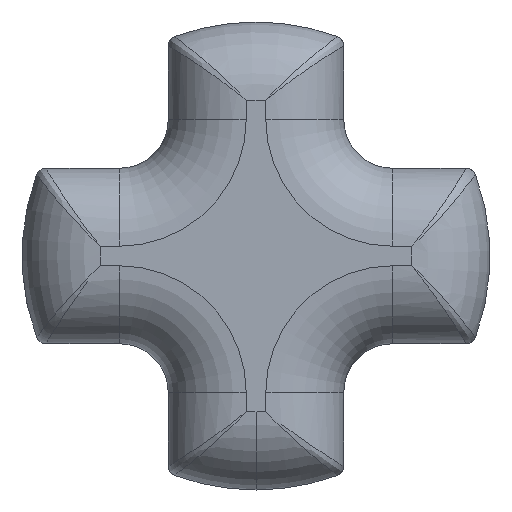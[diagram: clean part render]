
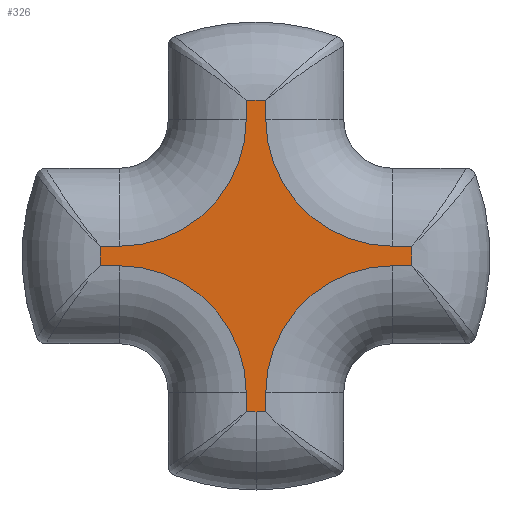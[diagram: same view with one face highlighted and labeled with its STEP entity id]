
A CAD part, left-side view. The second image highlights one B-rep face of the part: STEP entity #326.
In plain terms, the highlighted planar face has unit normal (-1, 0, 0).
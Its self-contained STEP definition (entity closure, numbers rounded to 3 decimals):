
#9 = CARTESIAN_POINT ( 'NONE',  ( 0., 1.4, 0.1 ) ) ;
#50 = LINE ( 'NONE', #1849, #508 ) ;
#65 = ORIENTED_EDGE ( 'NONE', *, *, #1071, .T. ) ;
#74 = CARTESIAN_POINT ( 'NONE',  ( 0., -1.4, 0.1 ) ) ;
#94 = CARTESIAN_POINT ( 'NONE',  ( 0., 0., 0. ) ) ;
#98 = CARTESIAN_POINT ( 'NONE',  ( 0., 0., -0.1 ) ) ;
#108 = DIRECTION ( 'NONE',  ( 1., 0., 0. ) ) ;
#110 = CARTESIAN_POINT ( 'NONE',  ( 0., -0.1, 0. ) ) ;
#122 = CIRCLE ( 'NONE', #1882, 1.6 ) ;
#136 = ORIENTED_EDGE ( 'NONE', *, *, #1012, .T. ) ;
#139 = CARTESIAN_POINT ( 'NONE',  ( 0., 0.1, 0. ) ) ;
#159 = DIRECTION ( 'NONE',  ( -1., 0., 0. ) ) ;
#177 = DIRECTION ( 'NONE',  ( 0., 0., -1. ) ) ;
#223 = AXIS2_PLACEMENT_3D ( 'NONE', #94, #1437, #309 ) ;
#246 = DIRECTION ( 'NONE',  ( 0., 0., 1. ) ) ;
#273 = CIRCLE ( 'NONE', #1339, 1.3 ) ;
#288 = VERTEX_POINT ( 'NONE', #2090 ) ;
#289 = AXIS2_PLACEMENT_3D ( 'NONE', #313, #1650, #500 ) ;
#309 = DIRECTION ( 'NONE',  ( 0., 0., -1. ) ) ;
#313 = CARTESIAN_POINT ( 'NONE',  ( 0., 0., 0. ) ) ;
#319 = DIRECTION ( 'NONE',  ( -1., 0., 0. ) ) ;
#326 = ADVANCED_FACE ( 'NONE', ( #498 ), #2316, .F. ) ;
#349 = ORIENTED_EDGE ( 'NONE', *, *, #2114, .T. ) ;
#361 = CARTESIAN_POINT ( 'NONE',  ( 0., 0.1, 0. ) ) ;
#381 = VECTOR ( 'NONE', #246, 1000. ) ;
#400 = CARTESIAN_POINT ( 'NONE',  ( 0., -0.1, -1.4 ) ) ;
#413 = AXIS2_PLACEMENT_3D ( 'NONE', #1242, #108, #1453 ) ;
#418 = CARTESIAN_POINT ( 'NONE',  ( 0., 0.1, -1.597 ) ) ;
#494 = ORIENTED_EDGE ( 'NONE', *, *, #1295, .T. ) ;
#498 = FACE_OUTER_BOUND ( 'NONE', #1057, .T. ) ;
#500 = DIRECTION ( 'NONE',  ( 0., 0., -1. ) ) ;
#502 = DIRECTION ( 'NONE',  ( 0., 1., 0. ) ) ;
#508 = VECTOR ( 'NONE', #669, 1000. ) ;
#511 = DIRECTION ( 'NONE',  ( 0., 0., 1. ) ) ;
#515 = ORIENTED_EDGE ( 'NONE', *, *, #1037, .T. ) ;
#553 = CARTESIAN_POINT ( 'NONE',  ( 0., 1.597, 0.1 ) ) ;
#569 = AXIS2_PLACEMENT_3D ( 'NONE', #797, #2192, #979 ) ;
#624 = ORIENTED_EDGE ( 'NONE', *, *, #1195, .T. ) ;
#640 = VECTOR ( 'NONE', #1495, 1000. ) ;
#644 = CARTESIAN_POINT ( 'NONE',  ( 0., -0.1, -1.597 ) ) ;
#669 = DIRECTION ( 'NONE',  ( 0., 1., 0. ) ) ;
#688 = VECTOR ( 'NONE', #511, 1000. ) ;
#690 = DIRECTION ( 'NONE',  ( 1., 0., 0. ) ) ;
#751 = CARTESIAN_POINT ( 'NONE',  ( 0., -0.1, 1.4 ) ) ;
#786 = AXIS2_PLACEMENT_3D ( 'NONE', #1099, #1306, #177 ) ;
#797 = CARTESIAN_POINT ( 'NONE',  ( 0., -1.4, -1.4 ) ) ;
#810 = LINE ( 'NONE', #1107, #1394 ) ;
#817 = CIRCLE ( 'NONE', #223, 1.6 ) ;
#825 = CARTESIAN_POINT ( 'NONE',  ( 0., 0.1, 1.4 ) ) ;
#828 = VERTEX_POINT ( 'NONE', #751 ) ;
#858 = LINE ( 'NONE', #1375, #381 ) ;
#890 = DIRECTION ( 'NONE',  ( -1., 0., 0. ) ) ;
#900 = CARTESIAN_POINT ( 'NONE',  ( 0., 1.4, 1.4 ) ) ;
#906 = CIRCLE ( 'NONE', #1621, 1.3 ) ;
#925 = VERTEX_POINT ( 'NONE', #1352 ) ;
#935 = AXIS2_PLACEMENT_3D ( 'NONE', #1450, #319, #1656 ) ;
#969 = EDGE_CURVE ( 'NONE', #1509, #2254, #858, .T. ) ;
#979 = DIRECTION ( 'NONE',  ( 0., 0., -1. ) ) ;
#996 = CIRCLE ( 'NONE', #289, 1.6 ) ;
#1001 = EDGE_CURVE ( 'NONE', #2254, #1527, #2401, .T. ) ;
#1012 = EDGE_CURVE ( 'NONE', #1527, #1658, #810, .T. ) ;
#1025 = EDGE_CURVE ( 'NONE', #1658, #288, #1928, .T. ) ;
#1037 = EDGE_CURVE ( 'NONE', #288, #2069, #1809, .T. ) ;
#1049 = EDGE_CURVE ( 'NONE', #2069, #828, #273, .T. ) ;
#1057 = EDGE_LOOP ( 'NONE', ( #1118, #1236, #136, #1086, #515, #2199, #65, #1500, #1069, #1585, #2019, #624, #1544, #2446, #2163, #494, #349 ) ) ;
#1069 = ORIENTED_EDGE ( 'NONE', *, *, #1121, .T. ) ;
#1071 = EDGE_CURVE ( 'NONE', #828, #1831, #1669, .T. ) ;
#1083 = EDGE_CURVE ( 'NONE', #1831, #925, #122, .T. ) ;
#1086 = ORIENTED_EDGE ( 'NONE', *, *, #1025, .T. ) ;
#1091 = DIRECTION ( 'NONE',  ( 0., 0., -1. ) ) ;
#1099 = CARTESIAN_POINT ( 'NONE',  ( 0., 0., 0. ) ) ;
#1107 = CARTESIAN_POINT ( 'NONE',  ( 0., 0., -0.1 ) ) ;
#1118 = ORIENTED_EDGE ( 'NONE', *, *, #969, .T. ) ;
#1121 = EDGE_CURVE ( 'NONE', #925, #1520, #2151, .T. ) ;
#1142 = EDGE_CURVE ( 'NONE', #1520, #1944, #906, .T. ) ;
#1181 = EDGE_CURVE ( 'NONE', #1944, #2223, #50, .T. ) ;
#1195 = EDGE_CURVE ( 'NONE', #2223, #2438, #996, .T. ) ;
#1200 = CARTESIAN_POINT ( 'NONE',  ( 0., -0.1, 1.597 ) ) ;
#1211 = CARTESIAN_POINT ( 'NONE',  ( 0., 0.1, -1.4 ) ) ;
#1214 = EDGE_CURVE ( 'NONE', #2438, #1384, #2529, .T. ) ;
#1225 = EDGE_CURVE ( 'NONE', #1384, #2416, #2007, .T. ) ;
#1236 = ORIENTED_EDGE ( 'NONE', *, *, #1001, .T. ) ;
#1242 = CARTESIAN_POINT ( 'NONE',  ( 0., 1.4, -1.4 ) ) ;
#1250 = VECTOR ( 'NONE', #502, 1000. ) ;
#1255 = EDGE_CURVE ( 'NONE', #2416, #1482, #2412, .T. ) ;
#1290 = CARTESIAN_POINT ( 'NONE',  ( 0., 0., 0. ) ) ;
#1295 = EDGE_CURVE ( 'NONE', #1482, #1854, #1819, .T. ) ;
#1306 = DIRECTION ( 'NONE',  ( 1., 0., 0. ) ) ;
#1339 = AXIS2_PLACEMENT_3D ( 'NONE', #1869, #690, #2074 ) ;
#1352 = CARTESIAN_POINT ( 'NONE',  ( 0., 0.1, 1.597 ) ) ;
#1375 = CARTESIAN_POINT ( 'NONE',  ( 0., -0.1, 0. ) ) ;
#1384 = VERTEX_POINT ( 'NONE', #1918 ) ;
#1394 = VECTOR ( 'NONE', #2189, 1000. ) ;
#1417 = CARTESIAN_POINT ( 'NONE',  ( 0., 0., -1.6 ) ) ;
#1423 = AXIS2_PLACEMENT_3D ( 'NONE', #1290, #159, #1498 ) ;
#1437 = DIRECTION ( 'NONE',  ( -1., 0., 0. ) ) ;
#1444 = DIRECTION ( 'NONE',  ( 0., -1., 0. ) ) ;
#1450 = CARTESIAN_POINT ( 'NONE',  ( 0., 0., 0. ) ) ;
#1453 = DIRECTION ( 'NONE',  ( 0., 0., -1. ) ) ;
#1457 = VECTOR ( 'NONE', #1444, 1000. ) ;
#1480 = DIRECTION ( 'NONE',  ( 0., 0., -1. ) ) ;
#1482 = VERTEX_POINT ( 'NONE', #418 ) ;
#1495 = DIRECTION ( 'NONE',  ( 0., 0., -1. ) ) ;
#1498 = DIRECTION ( 'NONE',  ( 0., 0., -1. ) ) ;
#1500 = ORIENTED_EDGE ( 'NONE', *, *, #1083, .T. ) ;
#1509 = VERTEX_POINT ( 'NONE', #644 ) ;
#1520 = VERTEX_POINT ( 'NONE', #825 ) ;
#1527 = VERTEX_POINT ( 'NONE', #1825 ) ;
#1544 = ORIENTED_EDGE ( 'NONE', *, *, #1214, .T. ) ;
#1585 = ORIENTED_EDGE ( 'NONE', *, *, #1142, .T. ) ;
#1621 = AXIS2_PLACEMENT_3D ( 'NONE', #900, #2307, #1091 ) ;
#1650 = DIRECTION ( 'NONE',  ( -1., 0., 0. ) ) ;
#1656 = DIRECTION ( 'NONE',  ( 0., 0., -1. ) ) ;
#1658 = VERTEX_POINT ( 'NONE', #2290 ) ;
#1669 = LINE ( 'NONE', #110, #688 ) ;
#1809 = LINE ( 'NONE', #2451, #1250 ) ;
#1819 = CIRCLE ( 'NONE', #1423, 1.6 ) ;
#1825 = CARTESIAN_POINT ( 'NONE',  ( 0., -1.4, -0.1 ) ) ;
#1831 = VERTEX_POINT ( 'NONE', #1200 ) ;
#1849 = CARTESIAN_POINT ( 'NONE',  ( 0., 0., 0.1 ) ) ;
#1854 = VERTEX_POINT ( 'NONE', #1417 ) ;
#1869 = CARTESIAN_POINT ( 'NONE',  ( 0., -1.4, 1.4 ) ) ;
#1873 = VECTOR ( 'NONE', #1480, 1000. ) ;
#1882 = AXIS2_PLACEMENT_3D ( 'NONE', #2099, #890, #2299 ) ;
#1918 = CARTESIAN_POINT ( 'NONE',  ( 0., 1.4, -0.1 ) ) ;
#1928 = CIRCLE ( 'NONE', #935, 1.6 ) ;
#1944 = VERTEX_POINT ( 'NONE', #9 ) ;
#2007 = CIRCLE ( 'NONE', #413, 1.3 ) ;
#2019 = ORIENTED_EDGE ( 'NONE', *, *, #1181, .T. ) ;
#2069 = VERTEX_POINT ( 'NONE', #74 ) ;
#2074 = DIRECTION ( 'NONE',  ( 0., 0., -1. ) ) ;
#2090 = CARTESIAN_POINT ( 'NONE',  ( 0., -1.597, 0.1 ) ) ;
#2099 = CARTESIAN_POINT ( 'NONE',  ( 0., 0., 0. ) ) ;
#2114 = EDGE_CURVE ( 'NONE', #1854, #1509, #817, .T. ) ;
#2151 = LINE ( 'NONE', #361, #640 ) ;
#2163 = ORIENTED_EDGE ( 'NONE', *, *, #1255, .T. ) ;
#2189 = DIRECTION ( 'NONE',  ( 0., -1., 0. ) ) ;
#2192 = DIRECTION ( 'NONE',  ( 1., 0., 0. ) ) ;
#2199 = ORIENTED_EDGE ( 'NONE', *, *, #1049, .T. ) ;
#2223 = VERTEX_POINT ( 'NONE', #553 ) ;
#2254 = VERTEX_POINT ( 'NONE', #400 ) ;
#2290 = CARTESIAN_POINT ( 'NONE',  ( 0., -1.597, -0.1 ) ) ;
#2299 = DIRECTION ( 'NONE',  ( 0., 0., -1. ) ) ;
#2307 = DIRECTION ( 'NONE',  ( 1., 0., 0. ) ) ;
#2316 = PLANE ( 'NONE',  #786 ) ;
#2342 = CARTESIAN_POINT ( 'NONE',  ( 0., 1.597, -0.1 ) ) ;
#2401 = CIRCLE ( 'NONE', #569, 1.3 ) ;
#2412 = LINE ( 'NONE', #139, #1873 ) ;
#2416 = VERTEX_POINT ( 'NONE', #1211 ) ;
#2438 = VERTEX_POINT ( 'NONE', #2342 ) ;
#2446 = ORIENTED_EDGE ( 'NONE', *, *, #1225, .T. ) ;
#2451 = CARTESIAN_POINT ( 'NONE',  ( 0., 0., 0.1 ) ) ;
#2529 = LINE ( 'NONE', #98, #1457 ) ;
